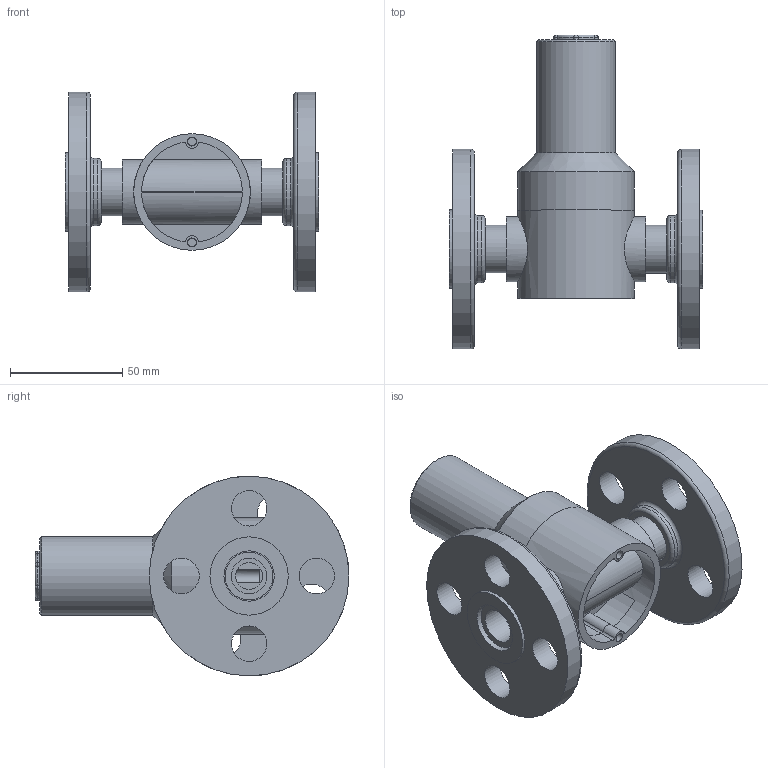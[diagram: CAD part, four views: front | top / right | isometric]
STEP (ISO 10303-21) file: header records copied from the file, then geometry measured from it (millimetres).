
FILE_DESCRIPTION (( 'STEP AP214' ), '1' );
FILE_NAME ('1-2-1104-3X-150.STEP', '2019-05-20T14:08:24', ( '' ), ( '' ), 'SwSTEP 2.0', 'SolidWorks 2019', '' );
FILE_SCHEMA (( 'AUTOMOTIVE_DESIGN' ));
Length unit declared in the file: millimetre
Products named in the file (13): 316 cast 1-2 body; PVC Bonnet all size; 20mm cap; PVC Bonnet all size_20mm GFPP; class_150_flange_nps_1_2_slip_on_rf; 1-2 flange stub PS-14-1019; 1-2-1104-3X-150
Assembly tree (7 placements, depth 2):
  316 cast 1-2 body
  PVC Bonnet all size
  20mm cap
  class_150_flange_nps_1_2_slip_on_rf
  1-2 flange stub PS-14-1019
Bounding box: 113 x 139.9 x 89 mm (x, y, z)
Volume: 280692.8 mm3; surface area: 76530.2 mm2
Topology: 7 solids, 7 shells, 164 faces, 383 edges, 247 vertices
Faces by surface type: cylinder 91, plane 49, torus 13, bspline 6, cone 5
Full cylindrical faces by diameter (mm): 4 x2, 6 x2, 12 x1, 15.799 x2, 15.8 x8, 18.541 x2, 18.631 x23, 21.336 x2, 22.4 x2, 29 x2, 30 x2, 34.9 x2, 35 x1, 35.504 x1, 38 x1, 52 x2, 89 x2
Entity records: 7558 total; most frequent: CARTESIAN_POINT 4756, DIRECTION 565, ORIENTED_EDGE 428, AXIS2_PLACEMENT_3D 259, EDGE_CURVE 214, EDGE_LOOP 188, FACE_OUTER_BOUND 157, VERTEX_POINT 156
